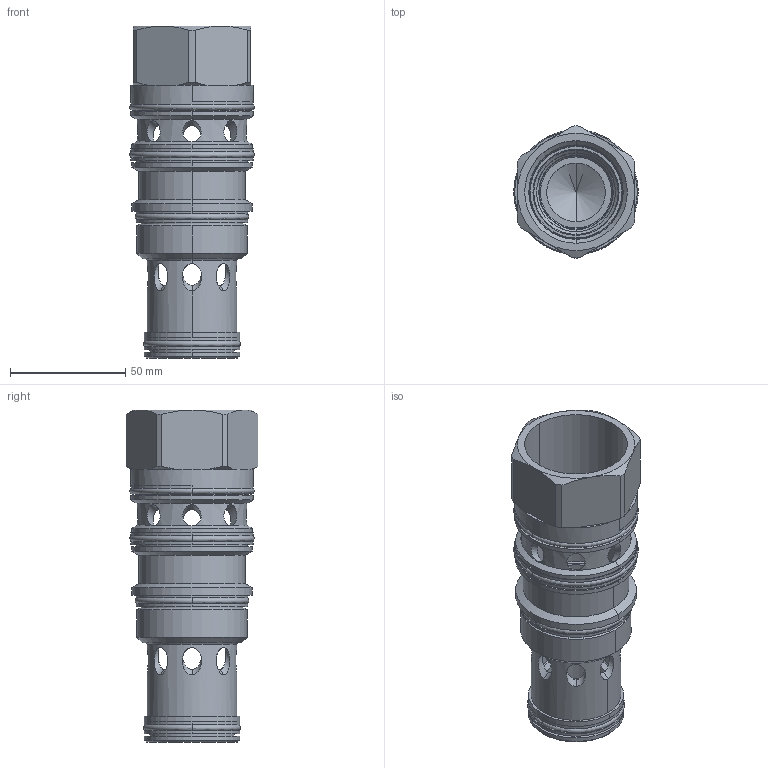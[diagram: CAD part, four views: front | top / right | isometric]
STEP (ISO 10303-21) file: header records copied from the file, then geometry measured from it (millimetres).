
FILE_DESCRIPTION((''),'2;1');
FILE_NAME('XQOC-PXN_PRT','2014-09-24T',('Administrator'),(''),'PRO/ENGINEER BY PARAMETRIC TECHNOLOGY CORPORATION, 2006240','PRO/ENGINEER BY PARAMETRIC TECHNOLOGY CORPORATION, 2006240','');
FILE_SCHEMA(('CONFIG_CONTROL_DESIGN'));
Length unit declared in the file: inch
Products named in the file (1): XQOC-PXN_PRT
Bounding box: 53.84 x 57.14 x 143.79 mm (x, y, z)
Volume: 94618.9 mm3; surface area: 51970.5 mm2
Topology: 6 solids, 6 shells, 222 faces, 532 edges, 319 vertices
Faces by surface type: cylinder 102, cone 40, plane 36, torus 28, revolution 16
Entity records: 8684 total; most frequent: CARTESIAN_POINT 3519, DIRECTION 1066, ORIENTED_EDGE 1060, EDGE_CURVE 530, AXIS2_PLACEMENT_3D 450, VERTEX_POINT 319, EDGE_LOOP 263, CIRCLE 244
